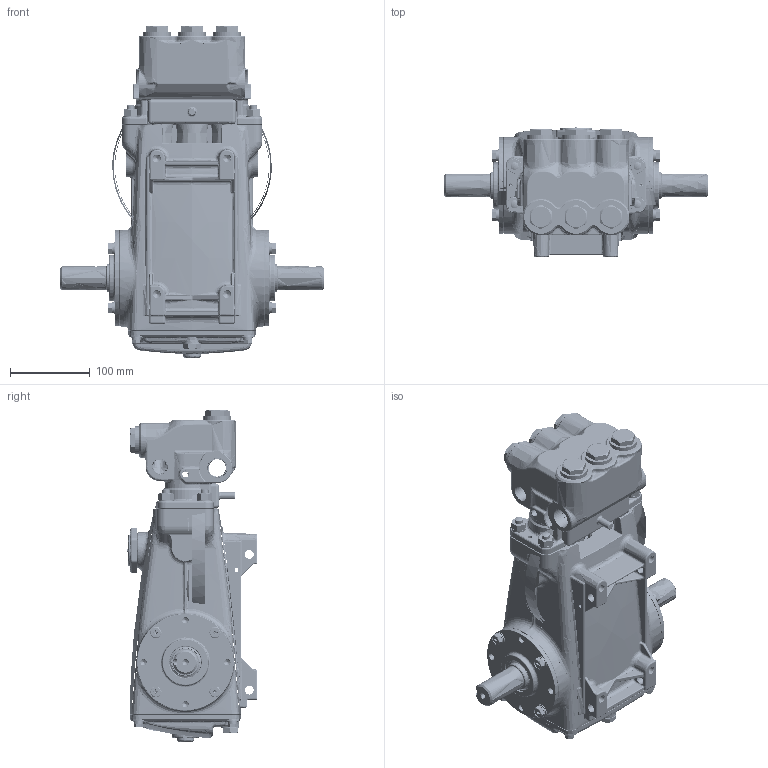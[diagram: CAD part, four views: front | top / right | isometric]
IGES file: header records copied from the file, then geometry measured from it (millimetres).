
Start section: SolidWorks IGES file using analytic representation for surfaces
Global section: file name: 661C.IGS; native system: SolidWorks 2022; preprocessor: SolidWorks 2022; author: SAL; date: 221111.073554; units: inch
Bounding box: 330 x 163.49 x 416 mm (x, y, z)
Surface area: 967986.5 mm2 (no closed solid volume)
Topology: 0 solids, 0 shells, 6110 faces, 81788 edges, 81414 vertices
Faces by surface type: bspline 3493, revolution 2617
